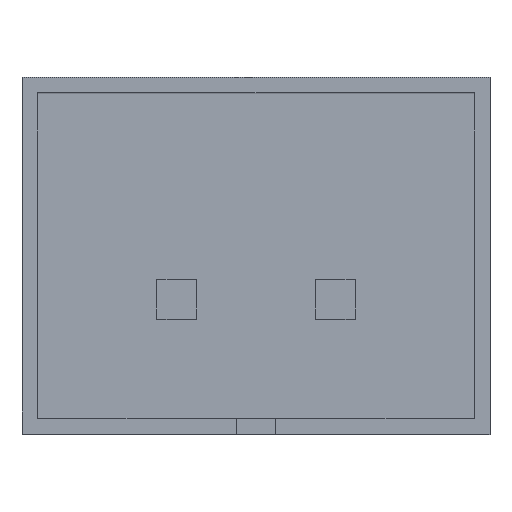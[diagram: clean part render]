
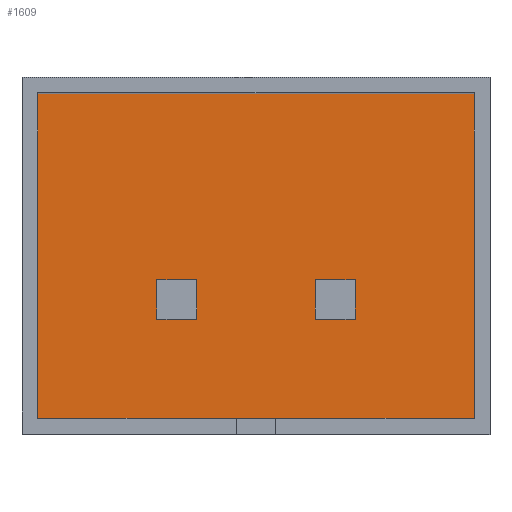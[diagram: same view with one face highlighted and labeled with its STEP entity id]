
A CAD part, top view. The second image highlights one B-rep face of the part: STEP entity #1609.
In plain terms, the highlighted planar face has unit normal (0, 0, 1).
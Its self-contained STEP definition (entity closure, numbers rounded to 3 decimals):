
#399 = PLANE('',#400);
#400 = AXIS2_PLACEMENT_3D('',#401,#402,#403);
#401 = CARTESIAN_POINT('',(2.75,-2.05,6.));
#402 = DIRECTION('',(0.,1.,0.));
#403 = DIRECTION('',(-1.,0.,0.));
#427 = PLANE('',#428);
#428 = AXIS2_PLACEMENT_3D('',#429,#430,#431);
#429 = CARTESIAN_POINT('',(-2.75,-2.05,6.));
#430 = DIRECTION('',(1.,0.,0.));
#431 = DIRECTION('',(0.,1.,0.));
#455 = PLANE('',#456);
#456 = AXIS2_PLACEMENT_3D('',#457,#458,#459);
#457 = CARTESIAN_POINT('',(-2.75,2.05,6.));
#458 = DIRECTION('',(0.,-1.,0.));
#459 = DIRECTION('',(1.,0.,0.));
#483 = PLANE('',#484);
#484 = AXIS2_PLACEMENT_3D('',#485,#486,#487);
#485 = CARTESIAN_POINT('',(2.75,2.05,6.));
#486 = DIRECTION('',(-1.,0.,0.));
#487 = DIRECTION('',(0.,-1.,0.));
#930 = VERTEX_POINT('',#931);
#931 = CARTESIAN_POINT('',(2.75,-2.05,0.2));
#952 = EDGE_CURVE('',#953,#930,#955,.T.);
#953 = VERTEX_POINT('',#954);
#954 = CARTESIAN_POINT('',(-2.75,-2.05,0.2));
#955 = SURFACE_CURVE('',#956,(#960,#967),.PCURVE_S1.);
#956 = LINE('',#957,#958);
#957 = CARTESIAN_POINT('',(1.375,-2.05,0.2));
#958 = VECTOR('',#959,1.);
#959 = DIRECTION('',(1.,0.,0.));
#960 = PCURVE('',#399,#961);
#961 = DEFINITIONAL_REPRESENTATION('',(#962),#966);
#962 = LINE('',#963,#964);
#963 = CARTESIAN_POINT('',(1.375,-5.8));
#964 = VECTOR('',#965,1.);
#965 = DIRECTION('',(-1.,0.));
#966 = ( GEOMETRIC_REPRESENTATION_CONTEXT(2) 
PARAMETRIC_REPRESENTATION_CONTEXT() REPRESENTATION_CONTEXT('2D SPACE',''
  ) );
#967 = PCURVE('',#968,#973);
#968 = PLANE('',#969);
#969 = AXIS2_PLACEMENT_3D('',#970,#971,#972);
#970 = CARTESIAN_POINT('',(0.,0.,0.2)
  );
#971 = DIRECTION('',(0.,0.,1.));
#972 = DIRECTION('',(1.,0.,0.));
#973 = DEFINITIONAL_REPRESENTATION('',(#974),#978);
#974 = LINE('',#975,#976);
#975 = CARTESIAN_POINT('',(1.375,-2.05));
#976 = VECTOR('',#977,1.);
#977 = DIRECTION('',(1.,0.));
#978 = ( GEOMETRIC_REPRESENTATION_CONTEXT(2) 
PARAMETRIC_REPRESENTATION_CONTEXT() REPRESENTATION_CONTEXT('2D SPACE',''
  ) );
#1240 = VERTEX_POINT('',#1241);
#1241 = CARTESIAN_POINT('',(2.75,2.05,0.2));
#1262 = EDGE_CURVE('',#930,#1240,#1263,.T.);
#1263 = SURFACE_CURVE('',#1264,(#1268,#1275),.PCURVE_S1.);
#1264 = LINE('',#1265,#1266);
#1265 = CARTESIAN_POINT('',(2.75,1.025,0.2));
#1266 = VECTOR('',#1267,1.);
#1267 = DIRECTION('',(0.,1.,0.));
#1268 = PCURVE('',#483,#1269);
#1269 = DEFINITIONAL_REPRESENTATION('',(#1270),#1274);
#1270 = LINE('',#1271,#1272);
#1271 = CARTESIAN_POINT('',(1.025,-5.8));
#1272 = VECTOR('',#1273,1.);
#1273 = DIRECTION('',(-1.,0.));
#1274 = ( GEOMETRIC_REPRESENTATION_CONTEXT(2) 
PARAMETRIC_REPRESENTATION_CONTEXT() REPRESENTATION_CONTEXT('2D SPACE',''
  ) );
#1275 = PCURVE('',#968,#1276);
#1276 = DEFINITIONAL_REPRESENTATION('',(#1277),#1281);
#1277 = LINE('',#1278,#1279);
#1278 = CARTESIAN_POINT('',(2.75,1.025));
#1279 = VECTOR('',#1280,1.);
#1280 = DIRECTION('',(0.,1.));
#1281 = ( GEOMETRIC_REPRESENTATION_CONTEXT(2) 
PARAMETRIC_REPRESENTATION_CONTEXT() REPRESENTATION_CONTEXT('2D SPACE',''
  ) );
#1289 = VERTEX_POINT('',#1290);
#1290 = CARTESIAN_POINT('',(-2.75,2.05,0.2));
#1311 = EDGE_CURVE('',#1240,#1289,#1312,.T.);
#1312 = SURFACE_CURVE('',#1313,(#1317,#1324),.PCURVE_S1.);
#1313 = LINE('',#1314,#1315);
#1314 = CARTESIAN_POINT('',(-1.375,2.05,0.2));
#1315 = VECTOR('',#1316,1.);
#1316 = DIRECTION('',(-1.,0.,0.));
#1317 = PCURVE('',#455,#1318);
#1318 = DEFINITIONAL_REPRESENTATION('',(#1319),#1323);
#1319 = LINE('',#1320,#1321);
#1320 = CARTESIAN_POINT('',(1.375,-5.8));
#1321 = VECTOR('',#1322,1.);
#1322 = DIRECTION('',(-1.,0.));
#1323 = ( GEOMETRIC_REPRESENTATION_CONTEXT(2) 
PARAMETRIC_REPRESENTATION_CONTEXT() REPRESENTATION_CONTEXT('2D SPACE',''
  ) );
#1324 = PCURVE('',#968,#1325);
#1325 = DEFINITIONAL_REPRESENTATION('',(#1326),#1330);
#1326 = LINE('',#1327,#1328);
#1327 = CARTESIAN_POINT('',(-1.375,2.05));
#1328 = VECTOR('',#1329,1.);
#1329 = DIRECTION('',(-1.,0.));
#1330 = ( GEOMETRIC_REPRESENTATION_CONTEXT(2) 
PARAMETRIC_REPRESENTATION_CONTEXT() REPRESENTATION_CONTEXT('2D SPACE',''
  ) );
#1338 = EDGE_CURVE('',#1289,#953,#1339,.T.);
#1339 = SURFACE_CURVE('',#1340,(#1344,#1351),.PCURVE_S1.);
#1340 = LINE('',#1341,#1342);
#1341 = CARTESIAN_POINT('',(-2.75,-1.025,0.2));
#1342 = VECTOR('',#1343,1.);
#1343 = DIRECTION('',(0.,-1.,0.));
#1344 = PCURVE('',#427,#1345);
#1345 = DEFINITIONAL_REPRESENTATION('',(#1346),#1350);
#1346 = LINE('',#1347,#1348);
#1347 = CARTESIAN_POINT('',(1.025,-5.8));
#1348 = VECTOR('',#1349,1.);
#1349 = DIRECTION('',(-1.,0.));
#1350 = ( GEOMETRIC_REPRESENTATION_CONTEXT(2) 
PARAMETRIC_REPRESENTATION_CONTEXT() REPRESENTATION_CONTEXT('2D SPACE',''
  ) );
#1351 = PCURVE('',#968,#1352);
#1352 = DEFINITIONAL_REPRESENTATION('',(#1353),#1357);
#1353 = LINE('',#1354,#1355);
#1354 = CARTESIAN_POINT('',(-2.75,-1.025));
#1355 = VECTOR('',#1356,1.);
#1356 = DIRECTION('',(0.,-1.));
#1357 = ( GEOMETRIC_REPRESENTATION_CONTEXT(2) 
PARAMETRIC_REPRESENTATION_CONTEXT() REPRESENTATION_CONTEXT('2D SPACE',''
  ) );
#1609 = ADVANCED_FACE('',(#1610),#968,.T.);
#1610 = FACE_BOUND('',#1611,.T.);
#1611 = EDGE_LOOP('',(#1612,#1613,#1614,#1615));
#1612 = ORIENTED_EDGE('',*,*,#1262,.T.);
#1613 = ORIENTED_EDGE('',*,*,#1311,.T.);
#1614 = ORIENTED_EDGE('',*,*,#1338,.T.);
#1615 = ORIENTED_EDGE('',*,*,#952,.T.);
